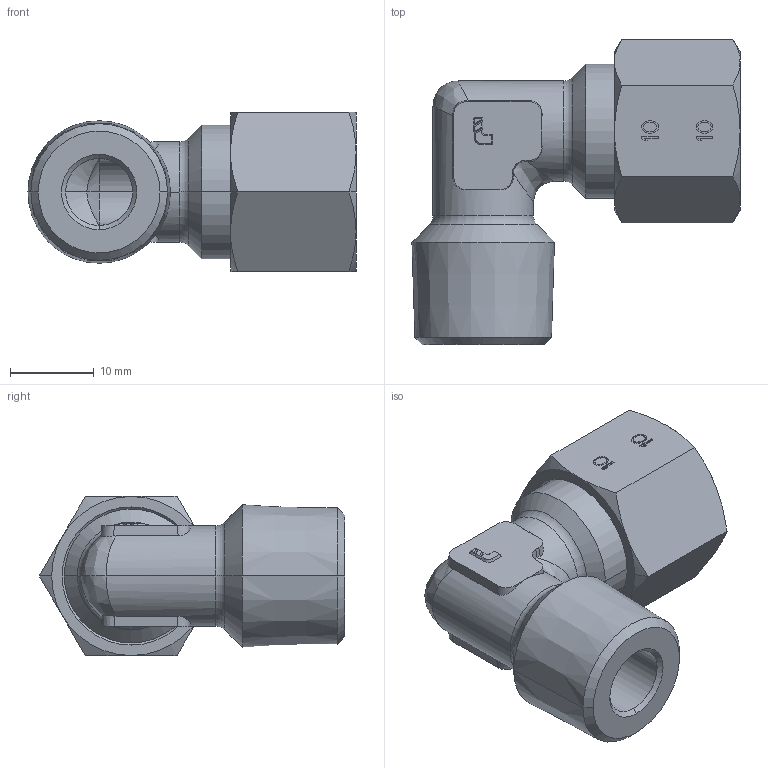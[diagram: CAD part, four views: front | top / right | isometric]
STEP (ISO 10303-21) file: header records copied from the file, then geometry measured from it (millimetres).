
FILE_DESCRIPTION(('STEP AP214'),'1');
FILE_NAME('1809_10_17.stp','2016-07-07T14:24:46',('TraceParts'),('TraceParts S.A.'),'Spatial InterOp 3D',' ',' ');
FILE_SCHEMA(('automotive_design'));
Length unit declared in the file: millimetre
Products named in the file (3): Solide1; Solide2; Solide3
Bounding box: 39.2 x 36.47 x 19 mm (x, y, z)
Volume: 8055.2 mm3; surface area: 6410.4 mm2
Topology: 3 solids, 3 shells, 332 faces, 879 edges, 569 vertices
Faces by surface type: plane 190, cone 68, cylinder 60, torus 10, bspline 4
Entity records: 13390 total; most frequent: CARTESIAN_POINT 2355, ORIENTED_EDGE 1758, DIRECTION 1721, EDGE_CURVE 879, LINE 589, VECTOR 589, VERTEX_POINT 569, AXIS2_PLACEMENT_3D 566
